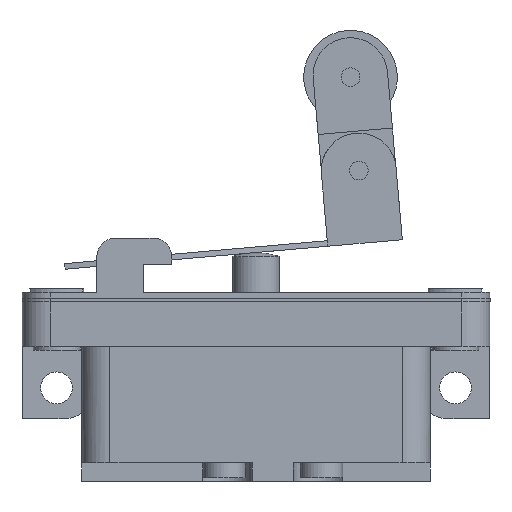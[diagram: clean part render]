
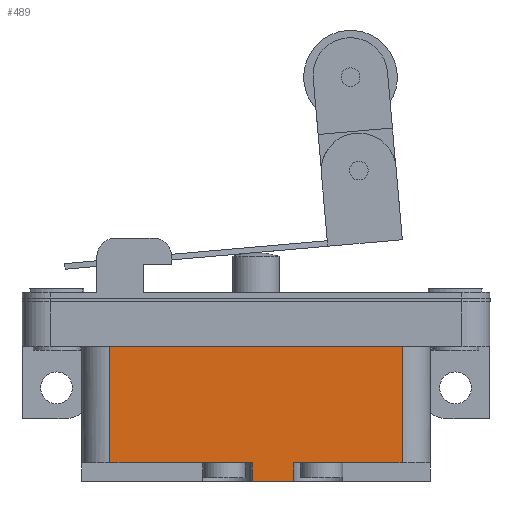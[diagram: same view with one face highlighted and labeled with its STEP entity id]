
A CAD part, front view. The second image highlights one B-rep face of the part: STEP entity #489.
In plain terms, the highlighted planar face has unit normal (0, -1, 0).
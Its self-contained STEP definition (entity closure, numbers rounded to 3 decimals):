
#489=ADVANCED_FACE('FACE138',(#1040),#1041,.T.);
#1040=FACE_OUTER_BOUND('',#1646,.T.);
#1041=PLANE('',#1647);
#1646=EDGE_LOOP('',(#3052,#3053,#3054,#3055,#3056,#3057,#3058,#3059));
#1647=AXIS2_PLACEMENT_3D('',#3060,#3061,#3062);
#3052=ORIENTED_EDGE('',*,*,#3918,.T.);
#3053=ORIENTED_EDGE('',*,*,#3916,.T.);
#3054=ORIENTED_EDGE('',*,*,#4113,.T.);
#3055=ORIENTED_EDGE('',*,*,#4115,.F.);
#3056=ORIENTED_EDGE('',*,*,#4116,.T.);
#3057=ORIENTED_EDGE('',*,*,#3920,.T.);
#3058=ORIENTED_EDGE('',*,*,#4067,.T.);
#3059=ORIENTED_EDGE('',*,*,#3909,.T.);
#3060=CARTESIAN_POINT('',(0.0,-10.541,0.0));
#3061=DIRECTION('',(0.0,-1.0,0.0));
#3062=DIRECTION('',(0.0,0.0,-1.0));
#3909=EDGE_CURVE('EDGE243',#4769,#4770,#4771,.T.);
#3916=EDGE_CURVE('EDGE249',#4775,#4779,#4781,.T.);
#3918=EDGE_CURVE('EDGE250',#4770,#4775,#4783,.T.);
#3920=EDGE_CURVE('EDGE251',#4785,#4786,#4787,.T.);
#4067=EDGE_CURVE('EDGE363',#4786,#4769,#5015,.T.);
#4113=EDGE_CURVE('EDGE397',#4779,#5076,#5078,.T.);
#4115=EDGE_CURVE('EDGE398',#5080,#5076,#5081,.T.);
#4116=EDGE_CURVE('EDGE399',#5080,#4785,#5082,.T.);
#4769=VERTEX_POINT('VERTEX171',#5932);
#4770=VERTEX_POINT('VERTEX172',#5933);
#4771=LINE('',#5934,#5935);
#4775=VERTEX_POINT('VERTEX173',#5941);
#4779=VERTEX_POINT('VERTEX175',#5945);
#4781=LINE('',#5947,#5948);
#4783=LINE('',#5950,#5951);
#4785=VERTEX_POINT('VERTEX176',#5953);
#4786=VERTEX_POINT('VERTEX177',#5954);
#4787=LINE('',#5955,#5956);
#5015=LINE('',#6257,#6258);
#5076=VERTEX_POINT('VERTEX275',#6338);
#5078=LINE('',#6340,#6341);
#5080=VERTEX_POINT('VERTEX276',#6343);
#5081=LINE('',#6344,#6345);
#5082=LINE('',#6346,#6347);
#5932=CARTESIAN_POINT('',(5.08,-10.541,0.0));
#5933=CARTESIAN_POINT('',(5.08,-10.541,2.54));
#5934=CARTESIAN_POINT('',(5.08,-10.541,0.635));
#5935=VECTOR('',#7059,25.4);
#5941=CARTESIAN_POINT('',(19.812,-10.541,2.54));
#5945=CARTESIAN_POINT('',(19.812,-10.541,18.288));
#5947=CARTESIAN_POINT('',(19.812,-10.541,0.0));
#5948=VECTOR('',#7071,25.4);
#5950=CARTESIAN_POINT('',(18.415,-10.541,2.54));
#5951=VECTOR('',#7072,25.4);
#5953=CARTESIAN_POINT('',(-0.508,-10.541,2.54));
#5954=CARTESIAN_POINT('',(-0.508,-10.541,0.0));
#5955=CARTESIAN_POINT('',(-0.508,-10.541,0.635));
#5956=VECTOR('',#7073,25.4);
#6257=CARTESIAN_POINT('',(0.0,-10.541,0.0));
#6258=VECTOR('',#7261,25.4);
#6338=CARTESIAN_POINT('',(-19.812,-10.541,18.288));
#6340=CARTESIAN_POINT('',(-19.812,-10.541,18.288));
#6341=VECTOR('',#7323,25.4);
#6343=CARTESIAN_POINT('',(-19.812,-10.541,2.54));
#6344=CARTESIAN_POINT('',(-19.812,-10.541,0.0));
#6345=VECTOR('',#7324,25.4);
#6346=CARTESIAN_POINT('',(-16.129,-10.541,2.54));
#6347=VECTOR('',#7325,25.4);
#7059=DIRECTION('',(0.0,0.0,1.0));
#7071=DIRECTION('',(0.0,0.0,1.0));
#7072=DIRECTION('',(1.0,0.0,0.0));
#7073=DIRECTION('',(0.0,0.0,-1.0));
#7261=DIRECTION('',(1.0,0.0,0.0));
#7323=DIRECTION('',(-1.0,0.0,0.0));
#7324=DIRECTION('',(0.0,0.0,1.0));
#7325=DIRECTION('',(1.0,0.0,0.0));
